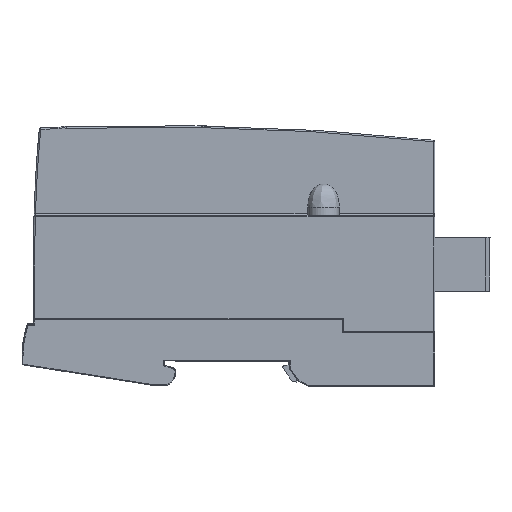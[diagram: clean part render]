
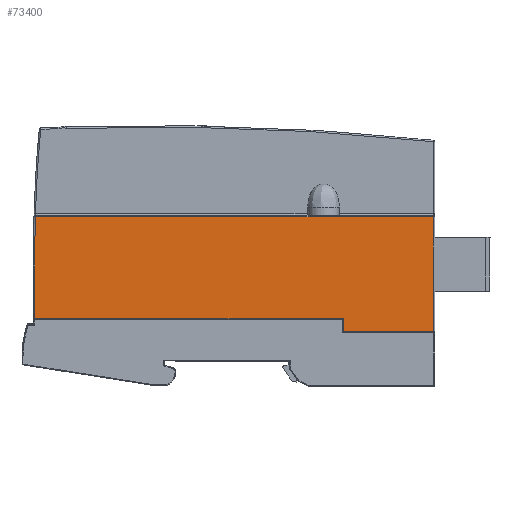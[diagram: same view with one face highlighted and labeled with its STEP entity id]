
A CAD part, left-side view. The second image highlights one B-rep face of the part: STEP entity #73400.
In plain terms, the highlighted planar face has unit normal (-1, 0, 0).
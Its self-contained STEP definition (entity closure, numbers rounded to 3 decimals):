
#402 = LINE ( 'NONE', #10098, #102868 ) ;
#2407 = VERTEX_POINT ( 'NONE', #96206 ) ;
#8139 = CARTESIAN_POINT ( 'NONE',  ( -40., -76.2, 41.1 ) ) ;
#8489 = DIRECTION ( 'NONE',  ( 0., 0., 1. ) ) ;
#8753 = PLANE ( 'NONE',  #18638 ) ;
#10098 = CARTESIAN_POINT ( 'NONE',  ( -40., -48.6, 12.2 ) ) ;
#10787 = EDGE_CURVE ( 'NONE', #41858, #2407, #16952, .T. ) ;
#11963 = ORIENTED_EDGE ( 'NONE', *, *, #92167, .T. ) ;
#16952 = LINE ( 'NONE', #50564, #59988 ) ;
#17911 = DIRECTION ( 'NONE',  ( 0., 1., 0. ) ) ;
#18638 = AXIS2_PLACEMENT_3D ( 'NONE', #25689, #82193, #33777 ) ;
#18688 = CARTESIAN_POINT ( 'NONE',  ( -40., -52.6, 8.5 ) ) ;
#19025 = CARTESIAN_POINT ( 'NONE',  ( -40., -50.6, 8.5 ) ) ;
#20945 = FACE_OUTER_BOUND ( 'NONE', #62005, .T. ) ;
#22646 = CARTESIAN_POINT ( 'NONE',  ( -40., -354.2, 30. ) ) ;
#22814 = CARTESIAN_POINT ( 'NONE',  ( -40., -76.2, 8.5 ) ) ;
#23461 = EDGE_CURVE ( 'NONE', #65906, #32517, #52797, .T. ) ;
#24905 = ORIENTED_EDGE ( 'NONE', *, *, #36313, .T. ) ;
#25689 = CARTESIAN_POINT ( 'NONE',  ( -40., -354.2, 30. ) ) ;
#25739 = DIRECTION ( 'NONE',  ( 0., 0., 1. ) ) ;
#27398 = VERTEX_POINT ( 'NONE', #22814 ) ;
#30805 = DIRECTION ( 'NONE',  ( 0., 0., -1. ) ) ;
#31336 = EDGE_CURVE ( 'NONE', #2407, #53988, #402, .T. ) ;
#32517 = VERTEX_POINT ( 'NONE', #76232 ) ;
#33310 = CIRCLE ( 'NONE', #68110, 391.1 ) ;
#33777 = DIRECTION ( 'NONE',  ( 0., 0., -1. ) ) ;
#36313 = EDGE_CURVE ( 'NONE', #32517, #46111, #33310, .T. ) ;
#37013 = ORIENTED_EDGE ( 'NONE', *, *, #43745, .F. ) ;
#40473 = VECTOR ( 'NONE', #58666, 1000. ) ;
#41858 = VERTEX_POINT ( 'NONE', #19025 ) ;
#43745 = EDGE_CURVE ( 'NONE', #27398, #41858, #102381, .T. ) ;
#45501 = DIRECTION ( 'NONE',  ( 0., 1., 0. ) ) ;
#45544 = ORIENTED_EDGE ( 'NONE', *, *, #104042, .T. ) ;
#46111 = VERTEX_POINT ( 'NONE', #85616 ) ;
#50564 = CARTESIAN_POINT ( 'NONE',  ( -40., -50.6, 12. ) ) ;
#52334 = ORIENTED_EDGE ( 'NONE', *, *, #23461, .T. ) ;
#52797 = LINE ( 'NONE', #93828, #71702 ) ;
#53988 = VERTEX_POINT ( 'NONE', #59152 ) ;
#58666 = DIRECTION ( 'NONE',  ( 0., 1., 0. ) ) ;
#59152 = CARTESIAN_POINT ( 'NONE',  ( -40., 36.9, 12.2 ) ) ;
#59988 = VECTOR ( 'NONE', #25739, 1000. ) ;
#62005 = EDGE_LOOP ( 'NONE', ( #37013, #11963, #52334, #24905, #45544, #101606, #82267 ) ) ;
#65906 = VERTEX_POINT ( 'NONE', #95021 ) ;
#67524 = LINE ( 'NONE', #8139, #88970 ) ;
#68110 = AXIS2_PLACEMENT_3D ( 'NONE', #22646, #79144, #30805 ) ;
#71702 = VECTOR ( 'NONE', #45501, 1000. ) ;
#72426 = CARTESIAN_POINT ( 'NONE',  ( -40., 36.9, 11.9 ) ) ;
#73400 = ADVANCED_FACE ( 'NONE', ( #20945 ), #8753, .F. ) ;
#76232 = CARTESIAN_POINT ( 'NONE',  ( -40., 36.742, 41.1 ) ) ;
#79144 = DIRECTION ( 'NONE',  ( -1., 0., 0. ) ) ;
#80534 = DIRECTION ( 'NONE',  ( 0., 0., -1. ) ) ;
#82193 = DIRECTION ( 'NONE',  ( 1., 0., 0. ) ) ;
#82267 = ORIENTED_EDGE ( 'NONE', *, *, #10787, .F. ) ;
#85616 = CARTESIAN_POINT ( 'NONE',  ( -40., 36.9, 30. ) ) ;
#86209 = LINE ( 'NONE', #72426, #91285 ) ;
#88970 = VECTOR ( 'NONE', #8489, 1000. ) ;
#91285 = VECTOR ( 'NONE', #80534, 1000. ) ;
#92167 = EDGE_CURVE ( 'NONE', #27398, #65906, #67524, .T. ) ;
#93828 = CARTESIAN_POINT ( 'NONE',  ( -40., 37.131, 41.1 ) ) ;
#95021 = CARTESIAN_POINT ( 'NONE',  ( -40., -76.2, 41.1 ) ) ;
#96206 = CARTESIAN_POINT ( 'NONE',  ( -40., -50.6, 12.2 ) ) ;
#101606 = ORIENTED_EDGE ( 'NONE', *, *, #31336, .F. ) ;
#102381 = LINE ( 'NONE', #18688, #40473 ) ;
#102868 = VECTOR ( 'NONE', #17911, 1000. ) ;
#104042 = EDGE_CURVE ( 'NONE', #46111, #53988, #86209, .T. ) ;
